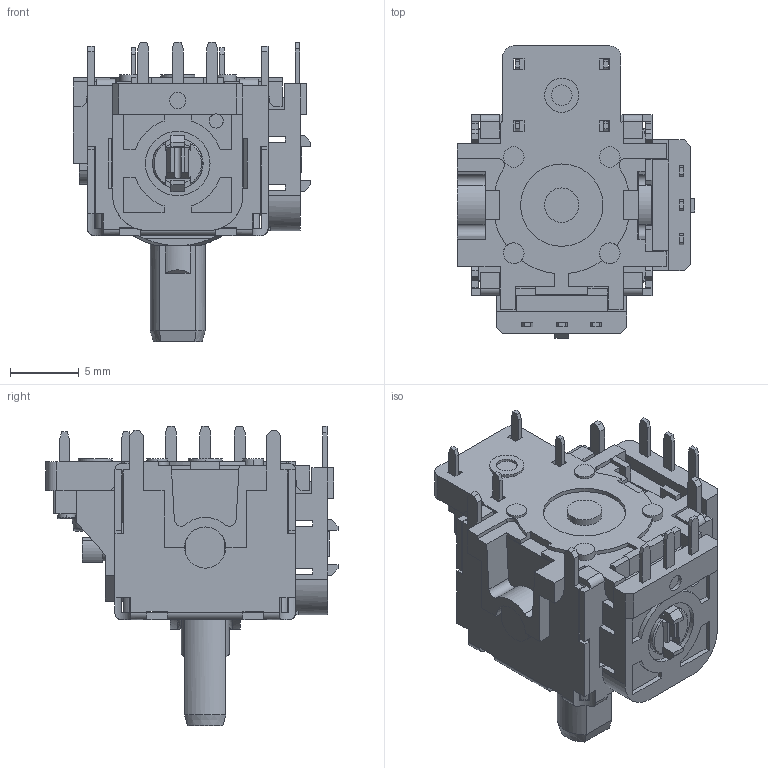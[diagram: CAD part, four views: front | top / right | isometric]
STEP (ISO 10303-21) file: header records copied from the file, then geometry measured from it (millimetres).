
FILE_DESCRIPTION((''),'2;1');
FILE_NAME('THB001P','2019-09-12T',('Cube.hu'),(''),'CREO PARAMETRIC BY PTC INC, 2018220','CREO PARAMETRIC BY PTC INC, 2018220','');
FILE_SCHEMA(('CONFIG_CONTROL_DESIGN'));
Length unit declared in the file: millimetre
Products named in the file (1): THB001P
Bounding box: 17.27 x 21.27 x 21.85 mm (x, y, z)
Volume: 2128.8 mm3; surface area: 3416.5 mm2
Topology: 5 solids, 8 shells, 1171 faces, 3507 edges, 2291 vertices
Faces by surface type: plane 857, cylinder 223, torus 31, bspline 26, cone 24, sphere 8, extrusion 2
Entity records: 41084 total; most frequent: CARTESIAN_POINT 8972, ORIENTED_EDGE 7006, DIRECTION 6375, EDGE_CURVE 3503, VECTOR 2609, LINE 2607, VERTEX_POINT 2291, AXIS2_PLACEMENT_3D 1883
